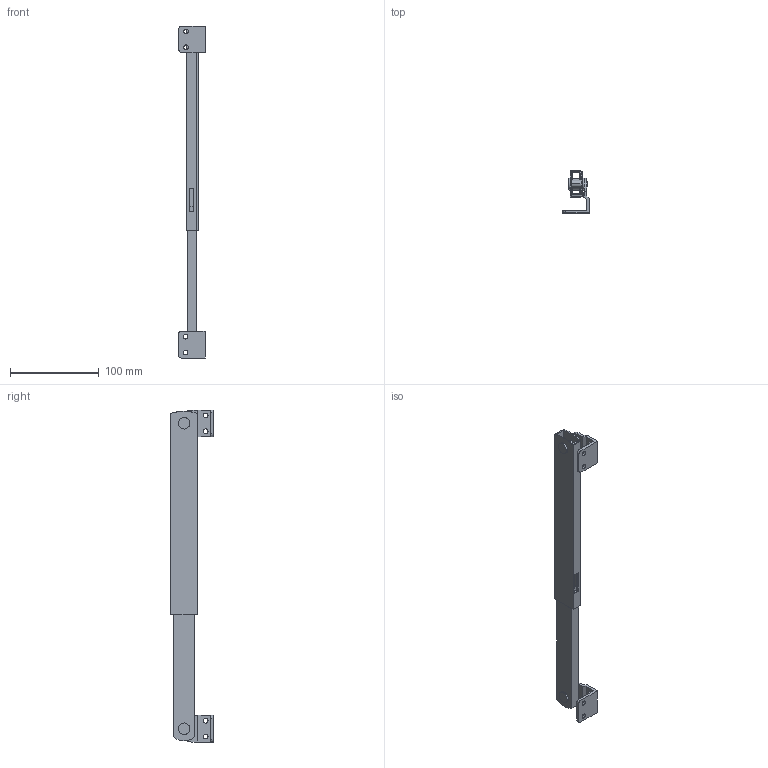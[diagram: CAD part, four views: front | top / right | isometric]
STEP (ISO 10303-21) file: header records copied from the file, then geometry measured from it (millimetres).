
FILE_DESCRIPTION (( 'STEP AP203' ), '1' );
FILE_NAME ('B-1571-2.STEP', '2011-10-03T05:25:41', ( '' ), ( '' ), 'SwSTEP 2.0', 'SolidWorks 2011', '' );
FILE_SCHEMA (( 'CONFIG_CONTROL_DESIGN' ));
Length unit declared in the file: millimetre
Products named in the file (10): B-1571-2可動側軸_; B-1571-2可動側カラー_; B-1571-2可動アームカラー_; B-1571-2可動アーム_; B-1571-2取付ブラケット_; B-1571-2固定側カラー_; B-1571-2固定側軸_; B-1571-2固定アーム_; B-1571-2カバー_; B-1571-2
Assembly tree (10 placements, depth 2):
  B-1571-2
    B-1571-2取付ブラケット_  x2
    B-1571-2可動側軸_
    B-1571-2可動アームカラー_
    B-1571-2可動側カラー_
    B-1571-2可動アーム_
    B-1571-2固定側カラー_
    B-1571-2固定側軸_
    B-1571-2固定アーム_
    B-1571-2カバー_
Bounding box: 30.5 x 48 x 375 mm (x, y, z)
Volume: 54012.5 mm3; surface area: 86944.2 mm2
Topology: 10 solids, 10 shells, 146 faces, 366 edges, 244 vertices
Faces by surface type: plane 79, cylinder 67
Entity records: 4806 total; most frequent: DIRECTION 684, CARTESIAN_POINT 635, ORIENTED_EDGE 600, EDGE_CURVE 300, AXIS2_PLACEMENT_3D 249, VERTEX_POINT 200, VECTOR 186, LINE 186
